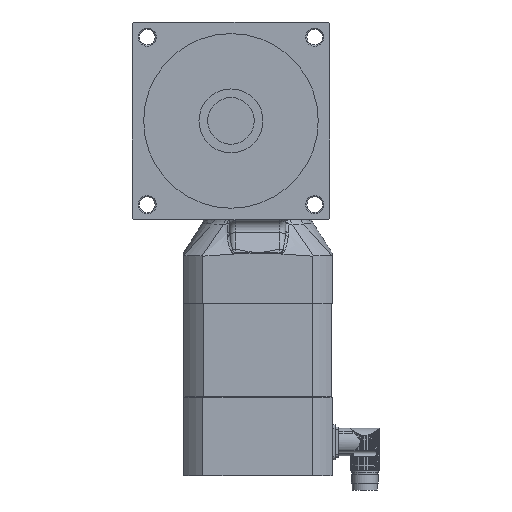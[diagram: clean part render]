
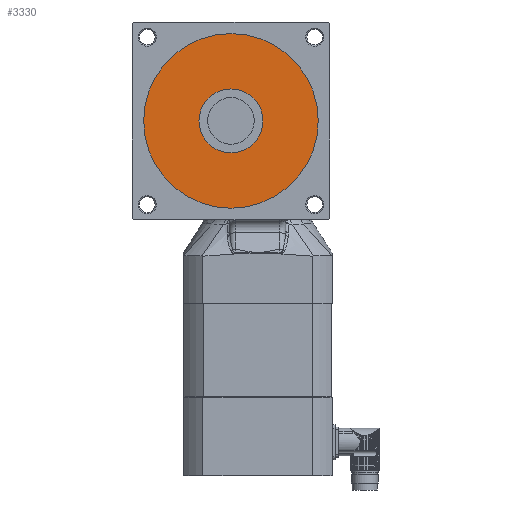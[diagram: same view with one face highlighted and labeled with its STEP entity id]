
A CAD part, front view. The second image highlights one B-rep face of the part: STEP entity #3330.
In plain terms, the highlighted face is planar.
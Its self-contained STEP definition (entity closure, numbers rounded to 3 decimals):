
#1721=FACE_BOUND('',#5300,.T.);
#2456=CIRCLE('',#15182,27.5);
#2457=CIRCLE('',#15183,75.);
#3330=ADVANCED_FACE('',(#1721,#4329),#3519,.T.);
#3519=PLANE('',#15184);
#4329=FACE_OUTER_BOUND('',#5301,.T.);
#5300=EDGE_LOOP('',(#9326));
#5301=EDGE_LOOP('',(#9327));
#9326=ORIENTED_EDGE('',*,*,#12647,.F.);
#9327=ORIENTED_EDGE('',*,*,#12648,.T.);
#10626=VERTEX_POINT('',#89742);
#10627=VERTEX_POINT('',#89744);
#12647=EDGE_CURVE('',#10626,#10626,#2456,.T.);
#12648=EDGE_CURVE('',#10627,#10627,#2457,.T.);
#15182=AXIS2_PLACEMENT_3D('',#89741,#18528,#18529);
#15183=AXIS2_PLACEMENT_3D('',#89743,#18530,#18531);
#15184=AXIS2_PLACEMENT_3D('',#89745,#18532,#18533);
#18528=DIRECTION('',(1.,0.,0.));
#18529=DIRECTION('',(0.,0.,-1.));
#18530=DIRECTION('',(1.,0.,0.));
#18531=DIRECTION('',(0.,0.,-1.));
#18532=DIRECTION('',(1.,0.,0.));
#18533=DIRECTION('',(0.,0.,-1.));
#89741=CARTESIAN_POINT('',(87.,0.,0.));
#89742=CARTESIAN_POINT('',(87.,0.,-27.5));
#89743=CARTESIAN_POINT('',(87.,0.,0.));
#89744=CARTESIAN_POINT('',(87.,0.,-75.));
#89745=CARTESIAN_POINT('',(87.,0.,0.));
